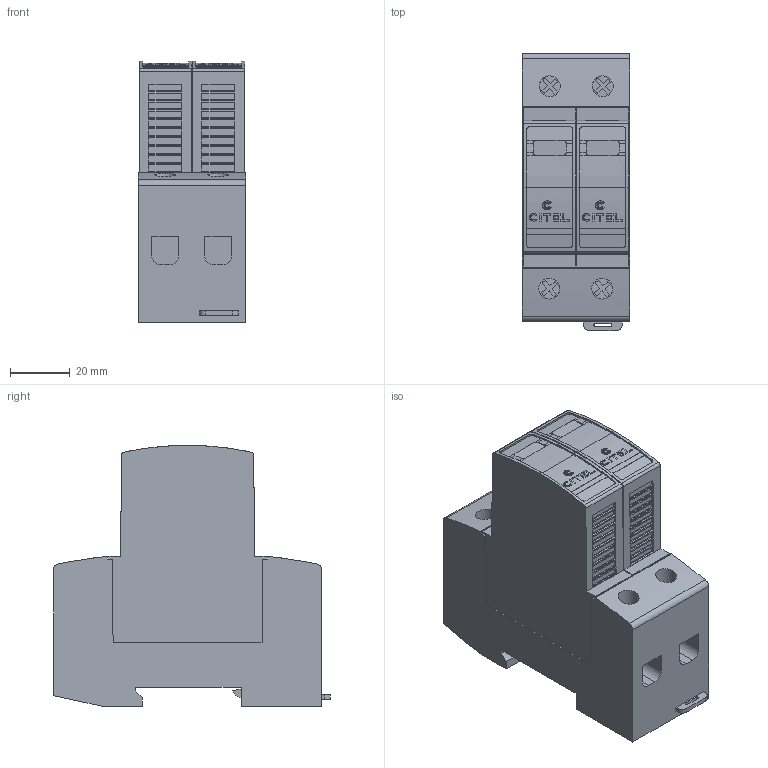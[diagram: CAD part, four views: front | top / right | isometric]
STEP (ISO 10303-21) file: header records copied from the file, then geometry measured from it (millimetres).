
FILE_DESCRIPTION(('STEP AP242'),'1');
FILE_NAME('dac1-13vg-20-275.stp','2021-11-08T12:16:08',('TraceParts'),('TraceParts S.A.'),'Spatial InterOp 3D',' ',' ');
FILE_SCHEMA(('AP242_MANAGED_MODEL_BASED_3D_ENGINEERING_MIM_LF {1 0 10303 442 1 1 4}'));
Length unit declared in the file: millimetre
Products named in the file (1): dac1-13vg-20-275
Bounding box: 36 x 93 x 87.81 mm (x, y, z)
Volume: 198731.7 mm3; surface area: 35865.3 mm2
Topology: 1 solids, 1 shells, 722 faces, 1953 edges, 1294 vertices
Faces by surface type: plane 556, cylinder 166
Entity records: 29777 total; most frequent: CARTESIAN_POINT 5518, ORIENTED_EDGE 3906, DIRECTION 3731, EDGE_CURVE 1953, LINE 1461, VECTOR 1461, VERTEX_POINT 1294, AXIS2_PLACEMENT_3D 1135
